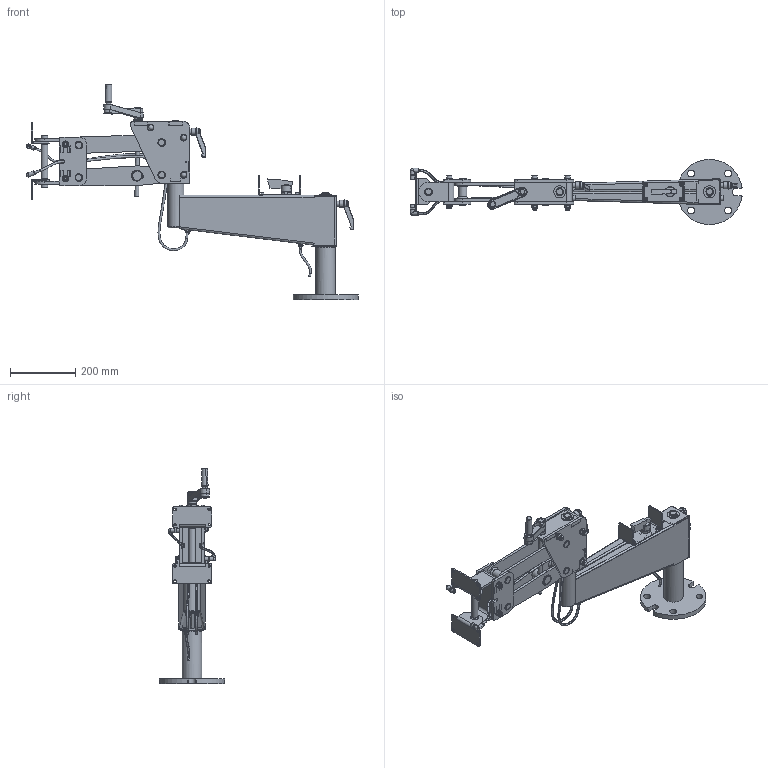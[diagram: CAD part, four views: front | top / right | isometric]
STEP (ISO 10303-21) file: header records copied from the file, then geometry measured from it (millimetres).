
FILE_DESCRIPTION((''),'2;1');
FILE_NAME('TUSM000016 Customer.stp','2011-12-12T15:03:40',('rm'),(''),'Autodesk Inventor 2009','Autodesk Inventor 2009','');
FILE_SCHEMA(('AUTOMOTIVE_DESIGN { 1 0 10303 214 1 1 1 1 }'));
Length unit declared in the file: millimetre
Products named in the file (1): Part28
Bounding box: 1016.57 x 199.29 x 660.32 mm (x, y, z)
Volume: 4305073 mm3; surface area: 1284224.8 mm2
Topology: 18 solids, 18 shells, 2137 faces, 5650 edges, 3619 vertices
Faces by surface type: plane 1018, cylinder 599, cone 229, bspline 218, torus 62, sphere 11
Full cylindrical faces by diameter (mm): 2.459 x4, 3.3 x4, 3.8 x3, 4 x2, 4.1 x1, 4.5 x1, 4.6 x4, 5 x6, 5.5 x2, 6 x23, 6.3 x1, 8 x9, 8.3 x1, 8.566 x4, 8.75 x2, 9.6 x2, 10 x13, 10.2 x2, 10.5 x5, 11 x6, 11.2 x2, 12 x11, 12.16 x2, 12.4 x1, 12.5 x6, 12.8 x2, 12.917 x2, 15 x3, 15.6 x2, 16 x10
Entity records: 84453 total; most frequent: CARTESIAN_POINT 31946, DIRECTION 10294, ORIENTED_EDGE 10140, EDGE_CURVE 5070, AXIS2_PLACEMENT_3D 3760, VERTEX_POINT 3475, EDGE_LOOP 2896, VECTOR 2774
